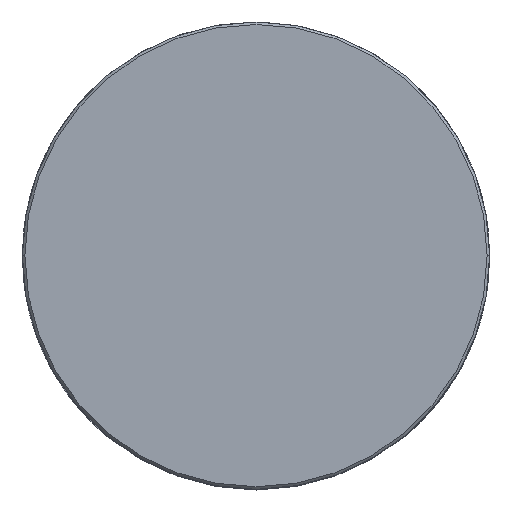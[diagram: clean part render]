
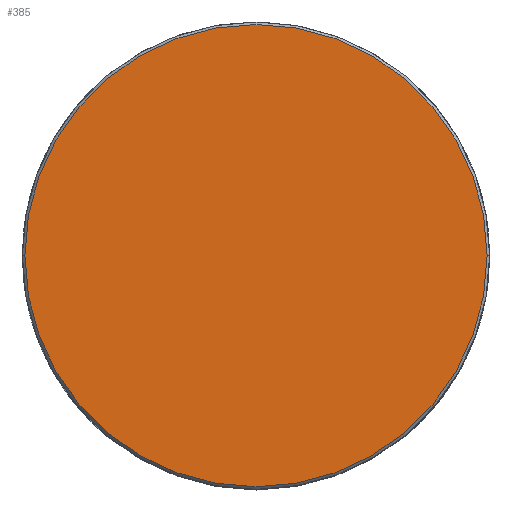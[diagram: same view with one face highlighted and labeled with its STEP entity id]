
A CAD part, top view. The second image highlights one B-rep face of the part: STEP entity #385.
In plain terms, the highlighted planar face has unit normal (0, 0, 1).
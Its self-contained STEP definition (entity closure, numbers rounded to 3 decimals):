
#307=CARTESIAN_POINT('Vertex',(-45.5,0.,50.)) ;
#314=CARTESIAN_POINT('Vertex',(45.5,0.,50.)) ;
#317=CARTESIAN_POINT('Axis2P3D Location',(0.,0.,50.)) ;
#334=CARTESIAN_POINT('Axis2P3D Location',(0.,0.,50.)) ;
#376=CARTESIAN_POINT('Axis2P3D Location',(0.,0.,50.)) ;
#318=DIRECTION('Axis2P3D Direction',(0.,0.,1.)) ;
#335=DIRECTION('Axis2P3D Direction',(0.,0.,1.)) ;
#377=DIRECTION('Axis2P3D Direction',(0.,0.,1.)) ;
#378=DIRECTION('Axis2P3D XDirection',(1.,0.,0.)) ;
#319=AXIS2_PLACEMENT_3D('Circle Axis2P3D',#317,#318,$) ;
#336=AXIS2_PLACEMENT_3D('Circle Axis2P3D',#334,#335,$) ;
#379=AXIS2_PLACEMENT_3D('Plane Axis2P3D',#376,#377,#378) ;
#382=ORIENTED_EDGE('',*,*,#338,.T.) ;
#383=ORIENTED_EDGE('',*,*,#321,.T.) ;
#385=ADVANCED_FACE('Body.2',(#384),#380,.T.) ;
#320=CIRCLE('generated circle',#319,45.5) ;
#337=CIRCLE('generated circle',#336,45.5) ;
#321=EDGE_CURVE('',#308,#315,#320,.T.) ;
#338=EDGE_CURVE('',#315,#308,#337,.T.) ;
#381=EDGE_LOOP('',(#382,#383)) ;
#384=FACE_OUTER_BOUND('',#381,.T.) ;
#380=PLANE('Plane',#379) ;
#308=VERTEX_POINT('',#307) ;
#315=VERTEX_POINT('',#314) ;
